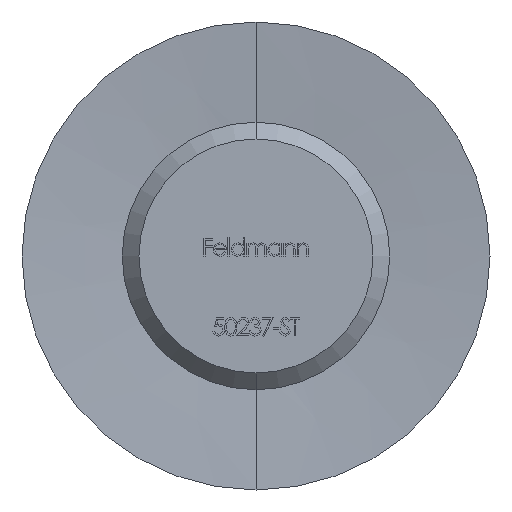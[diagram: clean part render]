
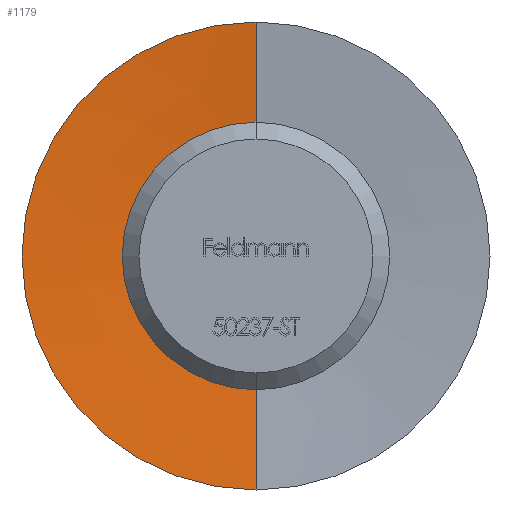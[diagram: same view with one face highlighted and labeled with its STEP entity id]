
A CAD part, front view. The second image highlights one B-rep face of the part: STEP entity #1179.
In plain terms, the highlighted conical face has half-angle 85 degrees and reference radius 3.373 mm.
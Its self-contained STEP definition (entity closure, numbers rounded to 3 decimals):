
#153 = DIRECTION ( 'NONE',  ( 0., -1., 0. ) ) ;
#657 = EDGE_CURVE ( 'NONE', #2886, #6947, #11867, .T. ) ;
#1043 = DIRECTION ( 'NONE',  ( 0., 0., -1. ) ) ;
#1179 = ADVANCED_FACE ( 'NONE', ( #7898 ), #5851, .F. ) ;
#1196 = DIRECTION ( 'NONE',  ( 0., -0.087, 0.996 ) ) ;
#1333 = EDGE_CURVE ( 'NONE', #3577, #2886, #9497, .T. ) ;
#1402 = CARTESIAN_POINT ( 'NONE',  ( 0., 0., -7. ) ) ;
#1997 = AXIS2_PLACEMENT_3D ( 'NONE', #7065, #8929, #3363 ) ;
#2616 = EDGE_LOOP ( 'NONE', ( #6879, #6819, #8092, #8232 ) ) ;
#2669 = DIRECTION ( 'NONE',  ( 0., -1., 0. ) ) ;
#2758 = DIRECTION ( 'NONE',  ( 0., 0., -1. ) ) ;
#2762 = AXIS2_PLACEMENT_3D ( 'NONE', #5734, #153, #1043 ) ;
#2830 = CARTESIAN_POINT ( 'NONE',  ( 0., 0.317, 3.373 ) ) ;
#2886 = VERTEX_POINT ( 'NONE', #11042 ) ;
#3363 = DIRECTION ( 'NONE',  ( 0., 0., -1. ) ) ;
#3577 = VERTEX_POINT ( 'NONE', #2830 ) ;
#4312 = CARTESIAN_POINT ( 'NONE',  ( 0., 0.317, -3.373 ) ) ;
#4759 = VERTEX_POINT ( 'NONE', #4312 ) ;
#5734 = CARTESIAN_POINT ( 'NONE',  ( 0., 0., 0. ) ) ;
#5851 = CONICAL_SURFACE ( 'NONE', #8766, 3.373, 1.484 ) ;
#6324 = VECTOR ( 'NONE', #10605, 1000. ) ;
#6819 = ORIENTED_EDGE ( 'NONE', *, *, #1333, .T. ) ;
#6879 = ORIENTED_EDGE ( 'NONE', *, *, #9209, .F. ) ;
#6947 = VERTEX_POINT ( 'NONE', #1402 ) ;
#7022 = VECTOR ( 'NONE', #1196, 1000. ) ;
#7065 = CARTESIAN_POINT ( 'NONE',  ( 0., 0.317, 0. ) ) ;
#7494 = LINE ( 'NONE', #8724, #6324 ) ;
#7898 = FACE_OUTER_BOUND ( 'NONE', #2616, .T. ) ;
#7971 = CIRCLE ( 'NONE', #1997, 3.373 ) ;
#8092 = ORIENTED_EDGE ( 'NONE', *, *, #657, .T. ) ;
#8232 = ORIENTED_EDGE ( 'NONE', *, *, #9103, .F. ) ;
#8724 = CARTESIAN_POINT ( 'NONE',  ( 0., 0.317, -3.373 ) ) ;
#8766 = AXIS2_PLACEMENT_3D ( 'NONE', #11952, #2669, #2758 ) ;
#8929 = DIRECTION ( 'NONE',  ( 0., -1., 0. ) ) ;
#9103 = EDGE_CURVE ( 'NONE', #4759, #6947, #7494, .T. ) ;
#9209 = EDGE_CURVE ( 'NONE', #3577, #4759, #7971, .T. ) ;
#9497 = LINE ( 'NONE', #10569, #7022 ) ;
#10569 = CARTESIAN_POINT ( 'NONE',  ( 0., 0.317, 3.373 ) ) ;
#10605 = DIRECTION ( 'NONE',  ( 0., -0.087, -0.996 ) ) ;
#11042 = CARTESIAN_POINT ( 'NONE',  ( 0., 0., 7. ) ) ;
#11867 = CIRCLE ( 'NONE', #2762, 7. ) ;
#11952 = CARTESIAN_POINT ( 'NONE',  ( 0., 0.317, 0. ) ) ;
